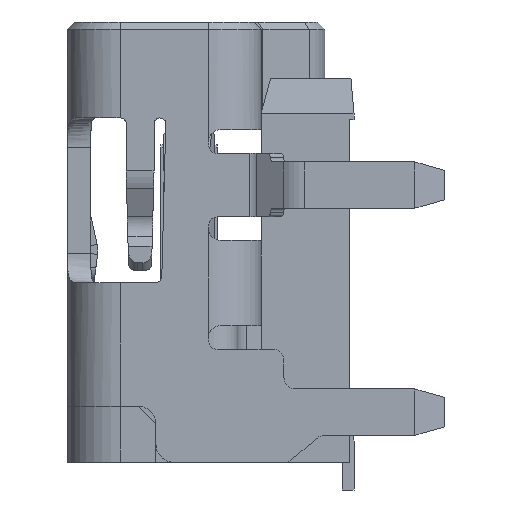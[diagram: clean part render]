
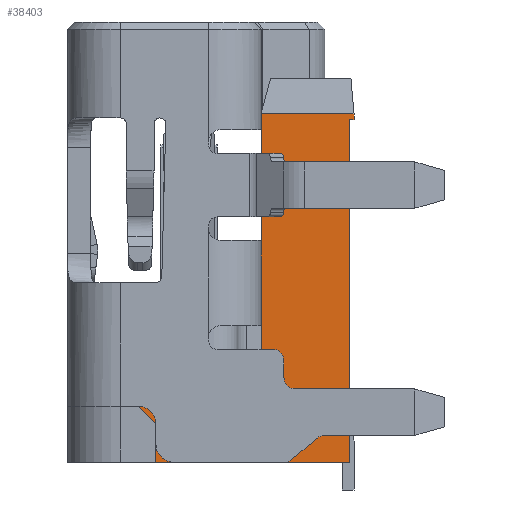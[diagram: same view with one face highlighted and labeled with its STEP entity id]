
A CAD part, left-side view. The second image highlights one B-rep face of the part: STEP entity #38403.
In plain terms, the highlighted planar face has unit normal (-1, 0, 0).
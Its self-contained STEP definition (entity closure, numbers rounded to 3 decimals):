
#51 = VECTOR ( 'NONE', #39098, 1000. ) ;
#530 = CARTESIAN_POINT ( 'NONE',  ( -7., 5.045, 7.239 ) ) ;
#550 = LINE ( 'NONE', #39405, #7216 ) ;
#855 = DIRECTION ( 'NONE',  ( 0., 0., -1. ) ) ;
#1475 = CARTESIAN_POINT ( 'NONE',  ( -7., 0.102, 2.667 ) ) ;
#1823 = VERTEX_POINT ( 'NONE', #21059 ) ;
#2437 = CARTESIAN_POINT ( 'NONE',  ( -7., 5.045, 0.926 ) ) ;
#2505 = EDGE_CURVE ( 'NONE', #40134, #41807, #36151, .T. ) ;
#2740 = LINE ( 'NONE', #1475, #18740 ) ;
#3005 = CARTESIAN_POINT ( 'NONE',  ( -7., 4.275, 0.545 ) ) ;
#3840 = ORIENTED_EDGE ( 'NONE', *, *, #11938, .F. ) ;
#3965 = ORIENTED_EDGE ( 'NONE', *, *, #7997, .F. ) ;
#4341 = CARTESIAN_POINT ( 'NONE',  ( -7., 0.102, -0.28 ) ) ;
#4533 = EDGE_CURVE ( 'NONE', #23150, #14779, #14952, .T. ) ;
#4669 = CARTESIAN_POINT ( 'NONE',  ( -7., 0., 2.095 ) ) ;
#4837 = VERTEX_POINT ( 'NONE', #7134 ) ;
#4898 = EDGE_CURVE ( 'NONE', #6404, #4837, #14410, .T. ) ;
#5346 = DIRECTION ( 'NONE',  ( 0., -0.707, -0.707 ) ) ;
#5499 = CARTESIAN_POINT ( 'NONE',  ( -7., 4.275, 0.545 ) ) ;
#6404 = VERTEX_POINT ( 'NONE', #26905 ) ;
#7134 = CARTESIAN_POINT ( 'NONE',  ( -7., 2.005, 2.095 ) ) ;
#7216 = VECTOR ( 'NONE', #38278, 1000. ) ;
#7365 = ORIENTED_EDGE ( 'NONE', *, *, #4898, .F. ) ;
#7983 = VECTOR ( 'NONE', #23148, 1000. ) ;
#7997 = EDGE_CURVE ( 'NONE', #24313, #1823, #39327, .T. ) ;
#8620 = DIRECTION ( 'NONE',  ( 0., 1., 0. ) ) ;
#8917 = CARTESIAN_POINT ( 'NONE',  ( -7., 5.045, 7.112 ) ) ;
#9329 = EDGE_CURVE ( 'NONE', #37587, #10551, #29415, .T. ) ;
#9423 = VERTEX_POINT ( 'NONE', #36037 ) ;
#9800 = LINE ( 'NONE', #23166, #40155 ) ;
#10551 = VERTEX_POINT ( 'NONE', #3005 ) ;
#11826 = CARTESIAN_POINT ( 'NONE',  ( -7., 5.045, -0.28 ) ) ;
#11938 = EDGE_CURVE ( 'NONE', #40134, #13197, #28138, .T. ) ;
#12081 = LINE ( 'NONE', #530, #36810 ) ;
#12442 = FACE_OUTER_BOUND ( 'NONE', #40716, .T. ) ;
#12661 = CARTESIAN_POINT ( 'NONE',  ( -7., 3.14, 3.048 ) ) ;
#12963 = VERTEX_POINT ( 'NONE', #31098 ) ;
#13160 = VECTOR ( 'NONE', #15831, 1000. ) ;
#13197 = VERTEX_POINT ( 'NONE', #12661 ) ;
#13302 = EDGE_CURVE ( 'NONE', #12963, #9423, #12081, .T. ) ;
#14410 = LINE ( 'NONE', #4669, #23163 ) ;
#14779 = VERTEX_POINT ( 'NONE', #32269 ) ;
#14837 = ORIENTED_EDGE ( 'NONE', *, *, #15087, .F. ) ;
#14952 = LINE ( 'NONE', #8917, #32438 ) ;
#15087 = EDGE_CURVE ( 'NONE', #14779, #24313, #2740, .T. ) ;
#15831 = DIRECTION ( 'NONE',  ( 0., -1., 0. ) ) ;
#16251 = LINE ( 'NONE', #39939, #7983 ) ;
#16582 = VECTOR ( 'NONE', #5346, 1000. ) ;
#16897 = ORIENTED_EDGE ( 'NONE', *, *, #27419, .T. ) ;
#16909 = PLANE ( 'NONE',  #40416 ) ;
#17344 = DIRECTION ( 'NONE',  ( 0., 0., -1. ) ) ;
#17862 = CARTESIAN_POINT ( 'NONE',  ( -7., 5.045, 0.926 ) ) ;
#18052 = ORIENTED_EDGE ( 'NONE', *, *, #25379, .F. ) ;
#18740 = VECTOR ( 'NONE', #17344, 1000. ) ;
#19282 = ORIENTED_EDGE ( 'NONE', *, *, #9329, .T. ) ;
#19516 = ORIENTED_EDGE ( 'NONE', *, *, #2505, .T. ) ;
#19923 = DIRECTION ( 'NONE',  ( 0., -1., 0. ) ) ;
#20590 = ORIENTED_EDGE ( 'NONE', *, *, #36737, .T. ) ;
#20994 = ORIENTED_EDGE ( 'NONE', *, *, #13302, .T. ) ;
#21044 = ORIENTED_EDGE ( 'NONE', *, *, #41991, .T. ) ;
#21059 = CARTESIAN_POINT ( 'NONE',  ( -7., 4.275, -0.28 ) ) ;
#21160 = CARTESIAN_POINT ( 'NONE',  ( -7., 5.045, 3.048 ) ) ;
#21922 = LINE ( 'NONE', #2437, #13160 ) ;
#22279 = VECTOR ( 'NONE', #855, 1000. ) ;
#22288 = CARTESIAN_POINT ( 'NONE',  ( -7., 4.656, 0.926 ) ) ;
#23148 = DIRECTION ( 'NONE',  ( 0., 0., -1. ) ) ;
#23150 = VERTEX_POINT ( 'NONE', #34344 ) ;
#23163 = VECTOR ( 'NONE', #34088, 1000. ) ;
#23166 = CARTESIAN_POINT ( 'NONE',  ( -7., 4.275, 0.926 ) ) ;
#24313 = VERTEX_POINT ( 'NONE', #4341 ) ;
#25379 = EDGE_CURVE ( 'NONE', #12963, #23150, #16251, .T. ) ;
#25462 = VECTOR ( 'NONE', #31423, 1000. ) ;
#25558 = ORIENTED_EDGE ( 'NONE', *, *, #4533, .F. ) ;
#26556 = DIRECTION ( 'NONE',  ( -1., 0., 0. ) ) ;
#26905 = CARTESIAN_POINT ( 'NONE',  ( -7., 3.14, 2.095 ) ) ;
#27419 = EDGE_CURVE ( 'NONE', #9423, #4837, #40747, .T. ) ;
#28138 = LINE ( 'NONE', #37462, #38921 ) ;
#29415 = LINE ( 'NONE', #5499, #16582 ) ;
#29931 = DIRECTION ( 'NONE',  ( 0., 1., 0. ) ) ;
#29956 = DIRECTION ( 'NONE',  ( 0., 0., -1. ) ) ;
#30545 = CARTESIAN_POINT ( 'NONE',  ( -7., 2.005, 8.001 ) ) ;
#31098 = CARTESIAN_POINT ( 'NONE',  ( -7., 0., 7.239 ) ) ;
#31423 = DIRECTION ( 'NONE',  ( 0., 1., 0. ) ) ;
#32269 = CARTESIAN_POINT ( 'NONE',  ( -7., 0.102, 7.112 ) ) ;
#32438 = VECTOR ( 'NONE', #8620, 1000. ) ;
#34088 = DIRECTION ( 'NONE',  ( 0., -1., 0. ) ) ;
#34344 = CARTESIAN_POINT ( 'NONE',  ( -7., 0., 7.112 ) ) ;
#36037 = CARTESIAN_POINT ( 'NONE',  ( -7., 2.005, 7.239 ) ) ;
#36151 = LINE ( 'NONE', #38973, #51 ) ;
#36583 = EDGE_CURVE ( 'NONE', #13197, #6404, #550, .T. ) ;
#36737 = EDGE_CURVE ( 'NONE', #10551, #1823, #9800, .T. ) ;
#36810 = VECTOR ( 'NONE', #29931, 1000. ) ;
#37462 = CARTESIAN_POINT ( 'NONE',  ( -7., 5.045, 3.048 ) ) ;
#37587 = VERTEX_POINT ( 'NONE', #22288 ) ;
#38278 = DIRECTION ( 'NONE',  ( 0., 0., -1. ) ) ;
#38403 = ADVANCED_FACE ( 'NONE', ( #12442 ), #16909, .T. ) ;
#38921 = VECTOR ( 'NONE', #40429, 1000. ) ;
#38973 = CARTESIAN_POINT ( 'NONE',  ( -7., 5.045, 2.667 ) ) ;
#39098 = DIRECTION ( 'NONE',  ( 0., 0., -1. ) ) ;
#39327 = LINE ( 'NONE', #11826, #25462 ) ;
#39405 = CARTESIAN_POINT ( 'NONE',  ( -7., 3.14, 3.048 ) ) ;
#39873 = CARTESIAN_POINT ( 'NONE',  ( -7., 5.045, 2.667 ) ) ;
#39939 = CARTESIAN_POINT ( 'NONE',  ( -7., 0., 2.667 ) ) ;
#40134 = VERTEX_POINT ( 'NONE', #21160 ) ;
#40155 = VECTOR ( 'NONE', #29956, 1000. ) ;
#40416 = AXIS2_PLACEMENT_3D ( 'NONE', #39873, #26556, #19923 ) ;
#40429 = DIRECTION ( 'NONE',  ( 0., -1., 0. ) ) ;
#40716 = EDGE_LOOP ( 'NONE', ( #7365, #42208, #3840, #19516, #21044, #19282, #20590, #3965, #14837, #25558, #18052, #20994, #16897 ) ) ;
#40747 = LINE ( 'NONE', #30545, #22279 ) ;
#41807 = VERTEX_POINT ( 'NONE', #17862 ) ;
#41991 = EDGE_CURVE ( 'NONE', #41807, #37587, #21922, .T. ) ;
#42208 = ORIENTED_EDGE ( 'NONE', *, *, #36583, .F. ) ;
